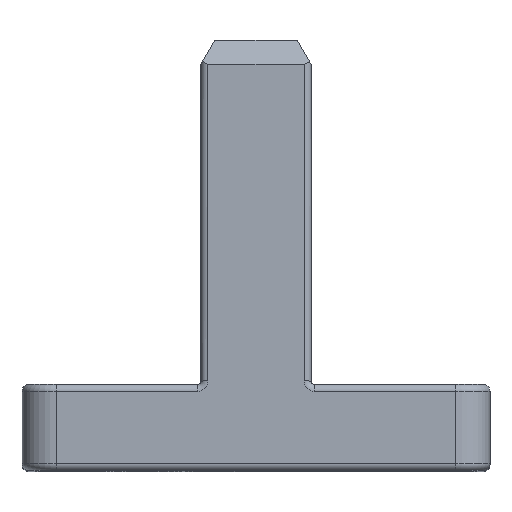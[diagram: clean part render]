
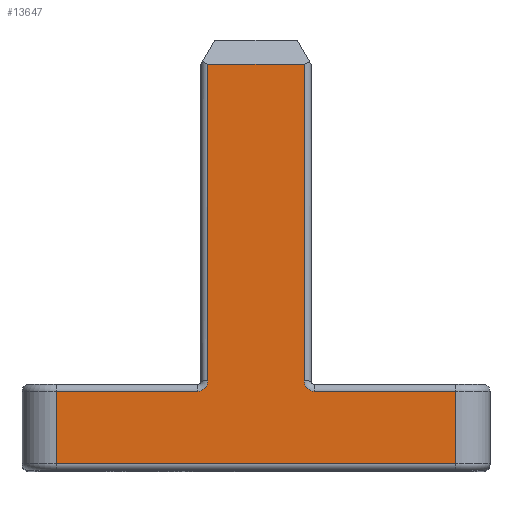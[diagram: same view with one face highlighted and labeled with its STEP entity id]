
A CAD part, top view. The second image highlights one B-rep face of the part: STEP entity #13647.
In plain terms, the highlighted planar face has unit normal (0, 0, 1).
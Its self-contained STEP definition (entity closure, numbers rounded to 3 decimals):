
#682=CIRCLE('',#14135,1.5);
#762=CIRCLE('',#14240,1.5);
#1649=PLANE('',#15362);
#2484=FACE_OUTER_BOUND('',#3373,.T.);
#3373=EDGE_LOOP('',(#12419,#12420,#12421,#12422,#12423,#12424,#12425,#12426,
#12427,#12428));
#3775=LINE('',#23682,#4588);
#3776=LINE('',#23694,#4589);
#3829=LINE('',#23977,#4642);
#3831=LINE('',#23989,#4644);
#3833=LINE('',#23994,#4646);
#3872=LINE('',#24194,#4685);
#3874=LINE('',#24206,#4687);
#4171=LINE('',#27224,#4984);
#4588=VECTOR('',#16593,10.);
#4589=VECTOR('',#16608,10.);
#4642=VECTOR('',#16859,10.);
#4644=VECTOR('',#16873,10.);
#4646=VECTOR('',#16879,10.);
#4685=VECTOR('',#17044,10.);
#4687=VECTOR('',#17062,10.);
#4984=VECTOR('',#19339,10.);
#5749=VERTEX_POINT('',#23679);
#5750=VERTEX_POINT('',#23681);
#5752=VERTEX_POINT('',#23686);
#5754=VERTEX_POINT('',#23692);
#5867=VERTEX_POINT('',#23969);
#5869=VERTEX_POINT('',#23975);
#5871=VERTEX_POINT('',#23981);
#5873=VERTEX_POINT('',#23987);
#5955=VERTEX_POINT('',#24188);
#5956=VERTEX_POINT('',#24192);
#7217=EDGE_CURVE('',#5749,#5750,#3775,.T.);
#7220=EDGE_CURVE('',#5752,#5749,#682,.T.);
#7223=EDGE_CURVE('',#5754,#5752,#3776,.T.);
#7358=EDGE_CURVE('',#5869,#5867,#3829,.T.);
#7361=EDGE_CURVE('',#5871,#5869,#762,.T.);
#7364=EDGE_CURVE('',#5873,#5871,#3831,.T.);
#7367=EDGE_CURVE('',#5750,#5873,#3833,.T.);
#7461=EDGE_CURVE('',#5956,#5955,#3872,.T.);
#7467=EDGE_CURVE('',#5867,#5956,#3874,.T.);
#8394=EDGE_CURVE('',#5955,#5754,#4171,.T.);
#12419=ORIENTED_EDGE('',*,*,#7223,.F.);
#12420=ORIENTED_EDGE('',*,*,#8394,.F.);
#12421=ORIENTED_EDGE('',*,*,#7461,.F.);
#12422=ORIENTED_EDGE('',*,*,#7467,.F.);
#12423=ORIENTED_EDGE('',*,*,#7358,.F.);
#12424=ORIENTED_EDGE('',*,*,#7361,.F.);
#12425=ORIENTED_EDGE('',*,*,#7364,.F.);
#12426=ORIENTED_EDGE('',*,*,#7367,.F.);
#12427=ORIENTED_EDGE('',*,*,#7217,.F.);
#12428=ORIENTED_EDGE('',*,*,#7220,.F.);
#13647=ADVANCED_FACE('',(#2484),#1649,.T.);
#14135=AXIS2_PLACEMENT_3D('',#23688,#16600,#16601);
#14240=AXIS2_PLACEMENT_3D('',#23983,#16865,#16866);
#15362=AXIS2_PLACEMENT_3D('',#27321,#19486,#19487);
#16593=DIRECTION('',(0.,1.,0.));
#16600=DIRECTION('center_axis',(0.,0.,1.));
#16601=DIRECTION('ref_axis',(0.707,-0.707,0.));
#16608=DIRECTION('',(1.,0.,0.));
#16859=DIRECTION('',(1.,0.,0.));
#16865=DIRECTION('center_axis',(0.,0.,1.));
#16866=DIRECTION('ref_axis',(-0.707,-0.707,0.));
#16873=DIRECTION('',(0.,-1.,0.));
#16879=DIRECTION('',(1.,0.,0.));
#17044=DIRECTION('',(-1.,0.,0.));
#17062=DIRECTION('',(0.,-1.,0.));
#19339=DIRECTION('',(0.,1.,0.));
#19486=DIRECTION('center_axis',(0.,0.,1.));
#19487=DIRECTION('ref_axis',(1.,0.,0.));
#23679=CARTESIAN_POINT('',(27.,13.,50.));
#23681=CARTESIAN_POINT('',(27.,59.036,50.));
#23682=CARTESIAN_POINT('',(27.,41.894,50.));
#23686=CARTESIAN_POINT('',(25.5,11.5,50.));
#23688=CARTESIAN_POINT('Origin',(25.5,13.,50.));
#23692=CARTESIAN_POINT('',(5.,11.5,50.));
#23694=CARTESIAN_POINT('',(30.,11.5,50.));
#23969=CARTESIAN_POINT('',(63.,11.5,50.));
#23975=CARTESIAN_POINT('',(42.5,11.5,50.));
#23977=CARTESIAN_POINT('',(51.,11.5,50.));
#23981=CARTESIAN_POINT('',(41.,13.,50.));
#23983=CARTESIAN_POINT('Origin',(42.5,13.,50.));
#23987=CARTESIAN_POINT('',(41.,59.036,50.));
#23989=CARTESIAN_POINT('',(41.,16.894,50.));
#23994=CARTESIAN_POINT('',(38.,59.036,50.));
#24188=CARTESIAN_POINT('',(5.,1.,50.));
#24192=CARTESIAN_POINT('',(63.,1.,50.));
#24194=CARTESIAN_POINT('',(17.,1.,50.));
#24206=CARTESIAN_POINT('',(63.,10.644,50.));
#27224=CARTESIAN_POINT('',(5.,16.894,50.));
#27321=CARTESIAN_POINT('Origin',(34.,21.288,50.));
